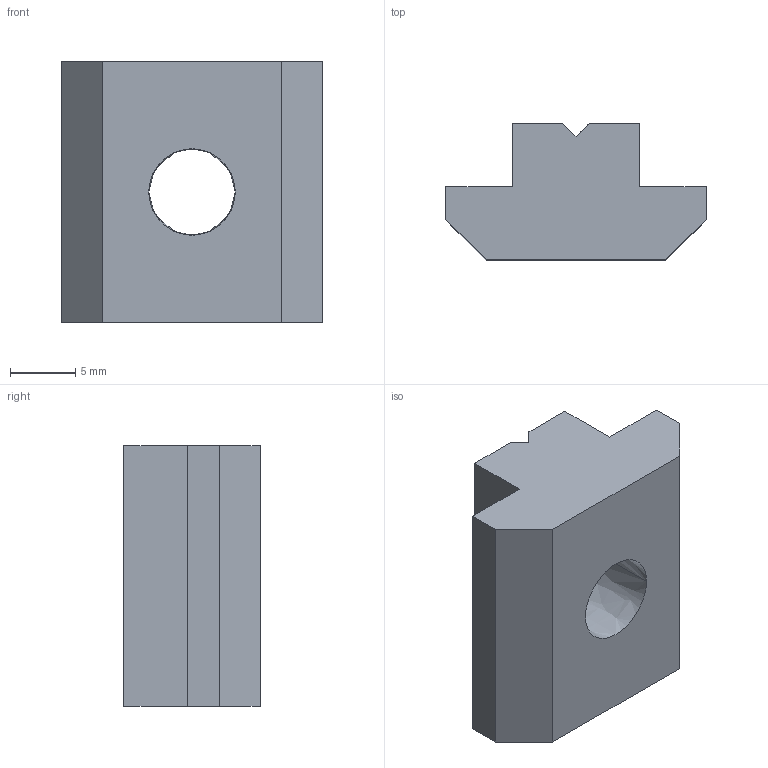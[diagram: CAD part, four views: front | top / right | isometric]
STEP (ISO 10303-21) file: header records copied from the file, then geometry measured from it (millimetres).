
FILE_DESCRIPTION((''),'2;1');
FILE_NAME('tblock10mm.stp','2001-12-27T20:45:39',('Administrator'),(''),'Autodesk Inventor (tm) 3.0','Autodesk Inventor (tm) 3.0','');
FILE_SCHEMA(('CONFIG_CONTROL_DESIGN'));
Length unit declared in the file: millimetre
Products named in the file (1): tblock10mm
Bounding box: 20 x 10.46 x 20 mm (x, y, z)
Volume: 2625.3 mm3; surface area: 1602.2 mm2
Topology: 1 solids, 1 shells, 19 faces, 54 edges, 36 vertices
Faces by surface type: plane 17, bspline 2
Entity records: 743 total; most frequent: CARTESIAN_POINT 144, ORIENTED_EDGE 108, DIRECTION 100, EDGE_CURVE 54, VECTOR 44, LINE 44, VERTEX_POINT 36, AXIS2_PLACEMENT_3D 28
